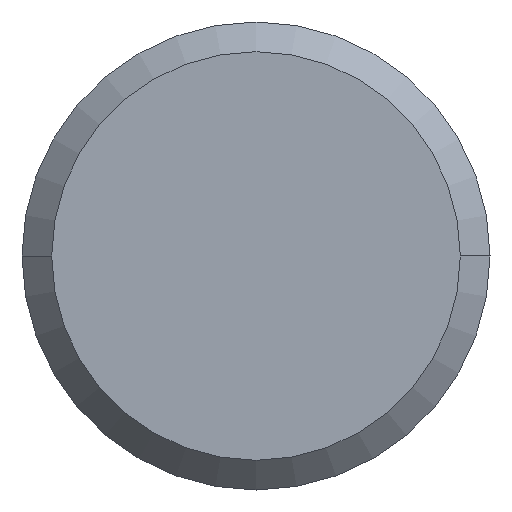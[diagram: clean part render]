
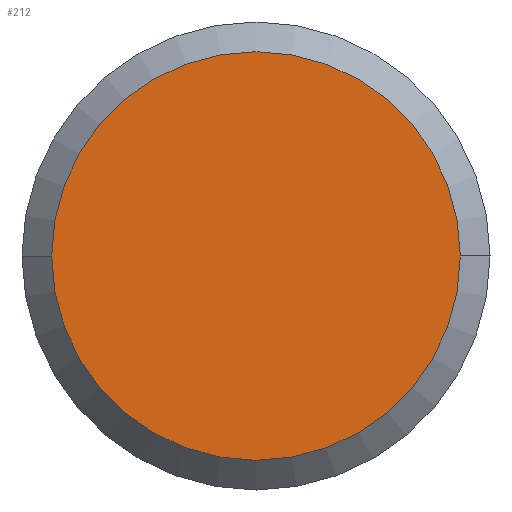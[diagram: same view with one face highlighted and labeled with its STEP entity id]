
A CAD part, left-side view. The second image highlights one B-rep face of the part: STEP entity #212.
In plain terms, the highlighted planar face has unit normal (-1, 0, 0).
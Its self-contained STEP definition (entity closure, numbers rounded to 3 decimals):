
#26 = CIRCLE ( 'NONE', #245, 5.238 ) ;
#84 = DIRECTION ( 'NONE',  ( 0., 1., 0. ) ) ;
#99 = DIRECTION ( 'NONE',  ( 0., 1., 0. ) ) ;
#119 = VERTEX_POINT ( 'NONE', #467 ) ;
#143 = DIRECTION ( 'NONE',  ( 1., 0., 0. ) ) ;
#166 = ORIENTED_EDGE ( 'NONE', *, *, #528, .F. ) ;
#203 = PLANE ( 'NONE',  #556 ) ;
#212 = ADVANCED_FACE ( 'NONE', ( #451 ), #203, .T. ) ;
#237 = CIRCLE ( 'NONE', #572, 5.238 ) ;
#238 = VERTEX_POINT ( 'NONE', #305 ) ;
#245 = AXIS2_PLACEMENT_3D ( 'NONE', #492, #143, #99 ) ;
#305 = CARTESIAN_POINT ( 'NONE',  ( 0., 5.238, 0. ) ) ;
#359 = DIRECTION ( 'NONE',  ( 1., 0., 0. ) ) ;
#380 = ORIENTED_EDGE ( 'NONE', *, *, #429, .F. ) ;
#429 = EDGE_CURVE ( 'NONE', #238, #119, #26, .T. ) ;
#433 = DIRECTION ( 'NONE',  ( -1., 0., 0. ) ) ;
#445 = CARTESIAN_POINT ( 'NONE',  ( 0., 0., 0. ) ) ;
#451 = FACE_OUTER_BOUND ( 'NONE', #520, .T. ) ;
#467 = CARTESIAN_POINT ( 'NONE',  ( 0., -5.238, 0. ) ) ;
#492 = CARTESIAN_POINT ( 'NONE',  ( 0., 0., 0. ) ) ;
#520 = EDGE_LOOP ( 'NONE', ( #380, #166 ) ) ;
#528 = EDGE_CURVE ( 'NONE', #119, #238, #237, .T. ) ;
#556 = AXIS2_PLACEMENT_3D ( 'NONE', #568, #433, #563 ) ;
#563 = DIRECTION ( 'NONE',  ( 0., -1., 0. ) ) ;
#568 = CARTESIAN_POINT ( 'NONE',  ( 0., 0., 0. ) ) ;
#572 = AXIS2_PLACEMENT_3D ( 'NONE', #445, #359, #84 ) ;
